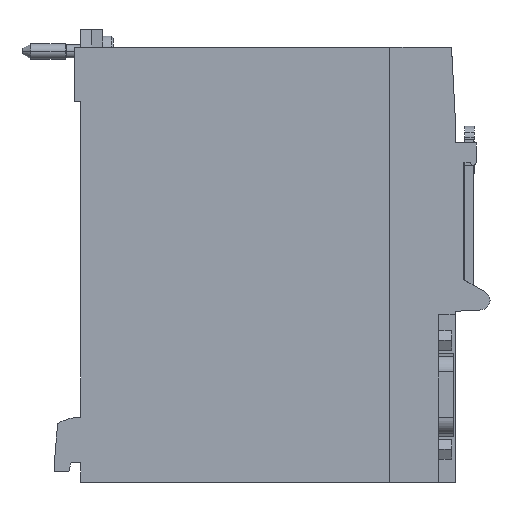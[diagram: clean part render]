
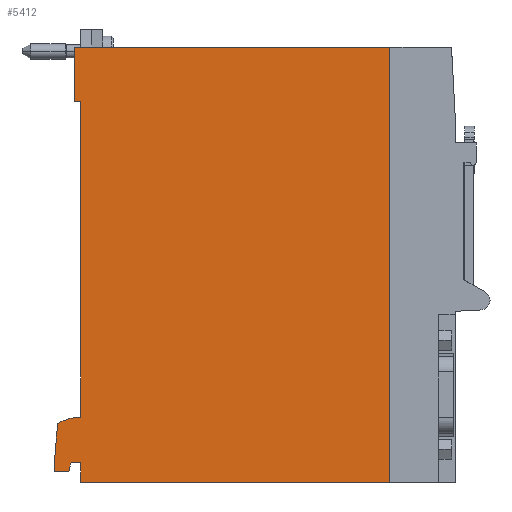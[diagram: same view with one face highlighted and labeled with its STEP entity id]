
A CAD part, left-side view. The second image highlights one B-rep face of the part: STEP entity #5412.
In plain terms, the highlighted planar face has unit normal (-1, 0, 0).
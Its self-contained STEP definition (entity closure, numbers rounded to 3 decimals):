
#4771=CARTESIAN_POINT('POINT1482',(-16.475,-71.,-49.975
   ));
#4772=VERTEX_POINT('VERTEX1482',#4771);
#4779=CARTESIAN_POINT('POINT1483',(-16.475,0.,-49.975)
   );
#4780=VERTEX_POINT('VERTEX1483',#4779);
#4781=CARTESIAN_POINT('POS2756',(-16.475,-35.5,-49.975)
   );
#4782=DIRECTION('DIR3863',(0.,1.,0.));
#4783=VECTOR('VEC1649',#4782,25.4);
#4784=LINE('STRAIGHT1649',#4781,#4783);
#4785=EDGE_CURVE('EDGE2245',#4772,#4780,#4784,.T.);
#4802=CARTESIAN_POINT('POINT1484',(-16.475,0.,
   -45.5));
#4803=VERTEX_POINT('VERTEX1484',#4802);
#4806=CARTESIAN_POINT('POINT1485',(-16.475,2.214,
   -45.5));
#4807=VERTEX_POINT('VERTEX1485',#4806);
#4808=CARTESIAN_POINT('POS2759',(-16.475,0.,
   -45.5));
#4809=DIRECTION('DIR3867',(0.,1.,0.));
#4810=VECTOR('VEC1651',#4809,25.4);
#4811=LINE('STRAIGHT1651',#4808,#4810);
#4812=EDGE_CURVE('EDGE2248',#4803,#4807,#4811,.T.);
#4821=CARTESIAN_POINT('POINT1486',(-16.475,2.75,
   -47.5));
#4822=VERTEX_POINT('VERTEX1486',#4821);
#4823=CARTESIAN_POINT('POS2760',(-16.475,2.214,
   -45.5));
#4824=DIRECTION('DIR3868',(0.,0.259,
   -0.966));
#4825=VECTOR('VEC1652',#4824,25.4);
#4826=LINE('STRAIGHT1652',#4823,#4825);
#4827=EDGE_CURVE('EDGE2250',#4807,#4822,#4826,.T.);
#4836=CARTESIAN_POINT('POINT1487',(-16.475,6.,
   -47.5));
#4837=VERTEX_POINT('VERTEX1487',#4836);
#4838=CARTESIAN_POINT('POS2761',(-16.475,2.75,
   -47.5));
#4839=DIRECTION('DIR3869',(0.,1.,0.));
#4840=VECTOR('VEC1653',#4839,25.4);
#4841=LINE('STRAIGHT1653',#4838,#4840);
#4842=EDGE_CURVE('EDGE2252',#4822,#4837,#4841,.T.);
#4851=CARTESIAN_POINT('POINT1488',(-16.475,6.,
   -44.5));
#4852=VERTEX_POINT('VERTEX1488',#4851);
#4853=CARTESIAN_POINT('POS2762',(-16.475,6.,
   -47.5));
#4854=DIRECTION('DIR3870',(0.,0.,
   1.));
#4855=VECTOR('VEC1654',#4854,25.4);
#4856=LINE('STRAIGHT1654',#4853,#4855);
#4857=EDGE_CURVE('EDGE2254',#4837,#4852,#4856,.T.);
#4866=CARTESIAN_POINT('POINT1489',(-16.475,5.302,
   -36.521));
#4867=VERTEX_POINT('VERTEX1489',#4866);
#4868=CARTESIAN_POINT('POS2763',(-16.475,6.,
   -44.5));
#4869=DIRECTION('DIR3871',(0.,-0.087,
   0.996));
#4870=VECTOR('VEC1655',#4869,25.4);
#4871=LINE('STRAIGHT1655',#4868,#4870);
#4872=EDGE_CURVE('EDGE2256',#4852,#4867,#4871,.T.);
#4885=CARTESIAN_POINT('POINT1490',(-16.475,0.,
   -35.));
#4886=VERTEX_POINT('VERTEX1490',#4885);
#4887=CARTESIAN_POINT('POS2765',(-16.475,0.,
   -45.));
#4888=DIRECTION('DIR3873',(1.,0.,
   0.));
#4889=DIRECTION('DIR3874',(0.,0.53,
   0.848));
#4890=AXIS2_PLACEMENT_3D('AXIS1109',#4887,#4888,#4889);
#4891=CIRCLE('ELLIPSE392',#4890,10.);
#4892=EDGE_CURVE('EDGE2258',#4867,#4886,#4891,.T.);
#4909=CARTESIAN_POINT('POINT1493',(-16.475,0.,37.5));
#4910=VERTEX_POINT('VERTEX1493',#4909);
#4913=CARTESIAN_POINT('POINT1494',(-16.475,1.5,37.5));
#4914=VERTEX_POINT('VERTEX1494',#4913);
#4915=CARTESIAN_POINT('POS2767',(-16.475,0.75,37.5));
#4916=DIRECTION('DIR3876',(0.,1.,0.));
#4917=VECTOR('VEC1658',#4916,25.4);
#4918=LINE('STRAIGHT1658',#4915,#4917);
#4919=EDGE_CURVE('EDGE2262',#4910,#4914,#4918,.T.);
#5232=CARTESIAN_POINT('POS2799',(-16.475,0.,0.));
#5233=DIRECTION('DIR3919',(0.,0.,-1.));
#5234=VECTOR('VEC1679',#5233,25.4);
#5235=LINE('STRAIGHT1679',#5232,#5234);
#5236=EDGE_CURVE('EDGE2295',#4803,#4780,#5235,.T.);
#5241=EDGE_CURVE('EDGE2296',#4910,#4886,#5235,.T.);
#5358=CARTESIAN_POINT('POINT1514',(-16.475,-71.,49.975)
   );
#5359=VERTEX_POINT('VERTEX1514',#5358);
#5366=CARTESIAN_POINT('POS2812',(-16.475,-71.,0.));
#5367=DIRECTION('DIR3936',(0.,0.,-1.));
#5368=VECTOR('VEC1688',#5367,25.4);
#5369=LINE('STRAIGHT1688',#5366,#5368);
#5370=EDGE_CURVE('EDGE2306',#5359,#4772,#5369,.T.);
#5380=CARTESIAN_POINT('POINT1515',(-16.475,1.5,49.975))
   ;
#5381=VERTEX_POINT('VERTEX1515',#5380);
#5382=CARTESIAN_POINT('POS2814',(-16.475,-35.5,49.975))
   ;
#5383=DIRECTION('DIR3939',(0.,-1.,0.));
#5384=VECTOR('VEC1689',#5383,25.4);
#5385=LINE('STRAIGHT1689',#5382,#5384);
#5386=EDGE_CURVE('EDGE2307',#5381,#5359,#5385,.T.);
#5387=ORIENTED_EDGE('COEDGE4578',*,*,#5386,.F.);
#5388=CARTESIAN_POINT('POS2815',(-16.475,1.5,43.737));
#5389=DIRECTION('DIR3940',(0.,0.,-1.));
#5390=VECTOR('VEC1690',#5389,25.4);
#5391=LINE('STRAIGHT1690',#5388,#5390);
#5392=EDGE_CURVE('EDGE2308',#5381,#4914,#5391,.T.);
#5393=ORIENTED_EDGE('COEDGE4579',*,*,#5392,.T.);
#5394=ORIENTED_EDGE('COEDGE4580',*,*,#4919,.F.);
#5395=ORIENTED_EDGE('COEDGE4581',*,*,#5241,.T.);
#5396=ORIENTED_EDGE('COEDGE4582',*,*,#4892,.F.);
#5397=ORIENTED_EDGE('COEDGE4583',*,*,#4872,.F.);
#5398=ORIENTED_EDGE('COEDGE4584',*,*,#4857,.F.);
#5399=ORIENTED_EDGE('COEDGE4585',*,*,#4842,.F.);
#5400=ORIENTED_EDGE('COEDGE4586',*,*,#4827,.F.);
#5401=ORIENTED_EDGE('COEDGE4587',*,*,#4812,.F.);
#5402=ORIENTED_EDGE('COEDGE4588',*,*,#5236,.T.);
#5403=ORIENTED_EDGE('COEDGE4589',*,*,#4785,.F.);
#5404=ORIENTED_EDGE('COEDGE4590',*,*,#5370,.F.);
#5405=EDGE_LOOP('NONE',(#5387,#5393,#5394,#5395,#5396,#5397,#5398,#5399,
   #5400,#5401,#5402,#5403,#5404));
#5406=FACE_BOUND('LOOP1',#5405,.T.);
#5407=CARTESIAN_POINT('POS2816',(-16.475,-35.5,0.));
#5408=DIRECTION('DIR3941',(1.,0.,0.));
#5409=DIRECTION('DIR3942',(0.,1.,0.));
#5410=AXIS2_PLACEMENT_3D('AXIS1126',#5407,#5408,#5409);
#5411=PLANE('PLANE537',#5410);
#5412=ADVANCED_FACE('FACE859',(#5406),#5411,.F.);
